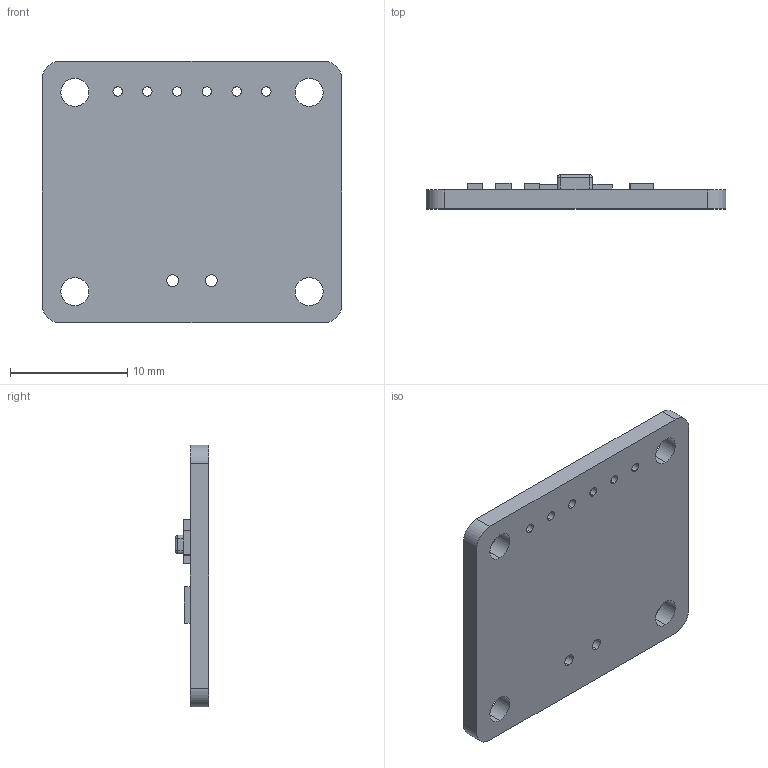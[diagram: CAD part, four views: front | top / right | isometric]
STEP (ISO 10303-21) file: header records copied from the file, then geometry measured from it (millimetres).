
FILE_DESCRIPTION (( 'STEP AP203' ), '1' );
FILE_NAME ('INA219_I2C_IV_SENSOR.STEP', '2020-06-14T17:56:23', ( '' ), ( '' ), 'SwSTEP 2.0', 'SolidWorks 2018', '' );
FILE_SCHEMA (( 'CONFIG_CONTROL_DESIGN' ));
Length unit declared in the file: millimetre
Products named in the file (1): INA219_I2C_IV_SENSOR
Bounding box: 25.6 x 2.9 x 22.35 mm (x, y, z)
Volume: 899.3 mm3; surface area: 1365.7 mm2
Topology: 1 solids, 1 shells, 81 faces, 208 edges, 132 vertices
Faces by surface type: plane 41, cylinder 36, sphere 4
Entity records: 2559 total; most frequent: DIRECTION 440, CARTESIAN_POINT 418, ORIENTED_EDGE 408, EDGE_CURVE 204, AXIS2_PLACEMENT_3D 154, VECTOR 132, LINE 132, VERTEX_POINT 132
